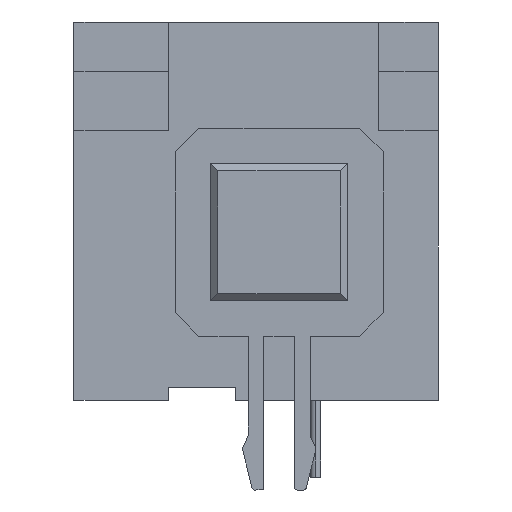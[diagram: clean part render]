
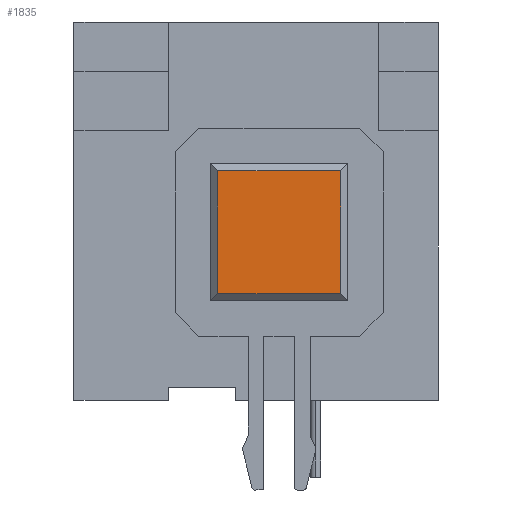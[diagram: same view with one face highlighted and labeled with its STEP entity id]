
A CAD part, left-side view. The second image highlights one B-rep face of the part: STEP entity #1835.
In plain terms, the highlighted planar face has unit normal (-1, 0, 0).
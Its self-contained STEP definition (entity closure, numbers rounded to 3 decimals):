
#1763 = EDGE_CURVE ( 'NONE', #1840, #1764, #9872, .T. ) ;
#1764 = VERTEX_POINT ( 'NONE', #9934 ) ;
#1765 = ORIENTED_EDGE ( 'NONE', *, *, #1766, .T. ) ;
#1766 = EDGE_CURVE ( 'NONE', #1764, #1818, #9933, .T. ) ;
#1818 = VERTEX_POINT ( 'NONE', #9982 ) ;
#1819 = ORIENTED_EDGE ( 'NONE', *, *, #1820, .T. ) ;
#1820 = EDGE_CURVE ( 'NONE', #1818, #1839, #9981, .T. ) ;
#1835 = ADVANCED_FACE ( 'NONE', ( #10024 ), #10023, .F. ) ;
#1836 = EDGE_LOOP ( 'NONE', ( #1837, #1841, #1765, #1819 ) ) ;
#1837 = ORIENTED_EDGE ( 'NONE', *, *, #1838, .T. ) ;
#1838 = EDGE_CURVE ( 'NONE', #1839, #1840, #10018, .T. ) ;
#1839 = VERTEX_POINT ( 'NONE', #10014 ) ;
#1840 = VERTEX_POINT ( 'NONE', #10013 ) ;
#1841 = ORIENTED_EDGE ( 'NONE', *, *, #1763, .T. ) ;
#9872 = LINE ( 'NONE', #9937, #9936 ) ;
#9930 = DIRECTION ( 'NONE',  ( 0., 1., 0. ) ) ;
#9931 = VECTOR ( 'NONE', #9930, 1000. ) ;
#9932 = CARTESIAN_POINT ( 'NONE',  ( -47., 3.82, -6.29 ) ) ;
#9933 = LINE ( 'NONE', #9932, #9931 ) ;
#9934 = CARTESIAN_POINT ( 'NONE',  ( -47., 4.12, -6.29 ) ) ;
#9935 = DIRECTION ( 'NONE',  ( 0., 0., 1. ) ) ;
#9936 = VECTOR ( 'NONE', #9935, 1000. ) ;
#9937 = CARTESIAN_POINT ( 'NONE',  ( -47., 4.12, -5.99 ) ) ;
#9978 = DIRECTION ( 'NONE',  ( 0., 0., -1. ) ) ;
#9979 = VECTOR ( 'NONE', #9978, 1000. ) ;
#9980 = CARTESIAN_POINT ( 'NONE',  ( -47., 9.32, -5.99 ) ) ;
#9981 = LINE ( 'NONE', #9980, #9979 ) ;
#9982 = CARTESIAN_POINT ( 'NONE',  ( -47., 9.32, -6.29 ) ) ;
#10013 = CARTESIAN_POINT ( 'NONE',  ( -47., 4.12, -11.49 ) ) ;
#10014 = CARTESIAN_POINT ( 'NONE',  ( -47., 9.32, -11.49 ) ) ;
#10015 = DIRECTION ( 'NONE',  ( 0., -1., 0. ) ) ;
#10016 = VECTOR ( 'NONE', #10015, 1000. ) ;
#10017 = CARTESIAN_POINT ( 'NONE',  ( -47., 3.82, -11.49 ) ) ;
#10018 = LINE ( 'NONE', #10017, #10016 ) ;
#10019 = DIRECTION ( 'NONE',  ( 0., 0., -1. ) ) ;
#10020 = DIRECTION ( 'NONE',  ( 1., 0., 0. ) ) ;
#10021 = CARTESIAN_POINT ( 'NONE',  ( -47., 3.82, -5.99 ) ) ;
#10022 = AXIS2_PLACEMENT_3D ( 'NONE', #10021, #10020, #10019 ) ;
#10023 = PLANE ( 'NONE',  #10022 ) ;
#10024 = FACE_OUTER_BOUND ( 'NONE', #1836, .T. ) ;
